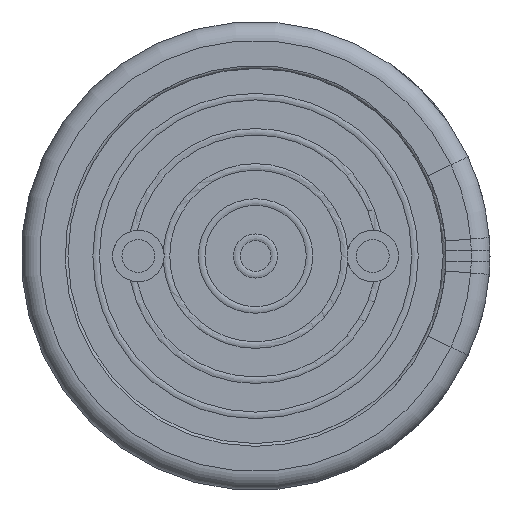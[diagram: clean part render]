
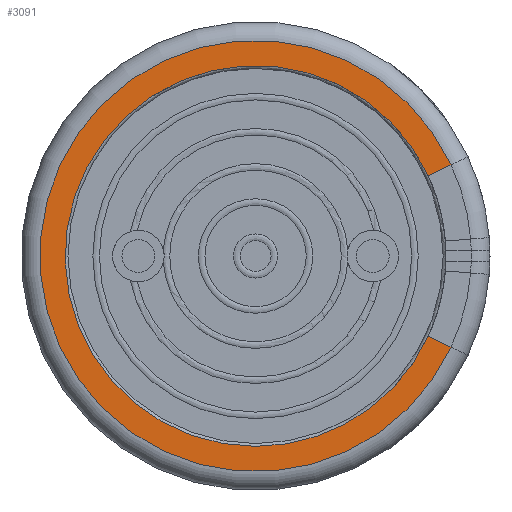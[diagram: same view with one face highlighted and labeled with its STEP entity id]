
A CAD part, front view. The second image highlights one B-rep face of the part: STEP entity #3091.
In plain terms, the highlighted planar face has unit normal (0, -1, 0).
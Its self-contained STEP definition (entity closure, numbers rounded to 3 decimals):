
#196=PLANE('',#3360);
#279=FACE_OUTER_BOUND('',#429,.T.);
#429=EDGE_LOOP('',(#2481,#2482,#2483,#2484,#2485));
#586=LINE('',#5645,#739);
#589=LINE('',#5652,#742);
#739=VECTOR('',#3965,10.);
#742=VECTOR('',#3972,10.);
#927=CIRCLE('',#3361,2.3);
#928=CIRCLE('',#3362,2.03);
#929=CIRCLE('',#3363,2.03);
#1261=VERTEX_POINT('',#5561);
#1264=VERTEX_POINT('',#5567);
#1289=VERTEX_POINT('',#5643);
#1291=VERTEX_POINT('',#5651);
#1296=VERTEX_POINT('',#5664);
#1709=EDGE_CURVE('',#1264,#1289,#586,.T.);
#1713=EDGE_CURVE('',#1291,#1261,#589,.T.);
#1719=EDGE_CURVE('',#1291,#1289,#927,.T.);
#1720=EDGE_CURVE('',#1296,#1261,#928,.T.);
#1721=EDGE_CURVE('',#1264,#1296,#929,.T.);
#2481=ORIENTED_EDGE('',*,*,#1709,.T.);
#2482=ORIENTED_EDGE('',*,*,#1719,.F.);
#2483=ORIENTED_EDGE('',*,*,#1713,.T.);
#2484=ORIENTED_EDGE('',*,*,#1720,.F.);
#2485=ORIENTED_EDGE('',*,*,#1721,.F.);
#3091=ADVANCED_FACE('',(#279),#196,.F.);
#3360=AXIS2_PLACEMENT_3D('',#5662,#3982,#3983);
#3361=AXIS2_PLACEMENT_3D('',#5663,#3984,#3985);
#3362=AXIS2_PLACEMENT_3D('',#5665,#3986,#3987);
#3363=AXIS2_PLACEMENT_3D('',#5666,#3988,#3989);
#3965=DIRECTION('',(0.906,0.,0.423));
#3972=DIRECTION('',(-0.906,0.,0.423));
#3982=DIRECTION('center_axis',(0.,1.,0.));
#3983=DIRECTION('ref_axis',(0.,0.,1.));
#3984=DIRECTION('center_axis',(0.,1.,0.));
#3985=DIRECTION('ref_axis',(1.,0.,0.));
#3986=DIRECTION('center_axis',(0.,-1.,0.));
#3987=DIRECTION('ref_axis',(-1.,0.,0.));
#3988=DIRECTION('center_axis',(0.,-1.,0.));
#3989=DIRECTION('ref_axis',(-1.,0.,0.));
#5561=CARTESIAN_POINT('',(1.84,0.,-0.858));
#5567=CARTESIAN_POINT('',(1.84,0.,0.858));
#5643=CARTESIAN_POINT('',(2.085,0.,0.972));
#5645=CARTESIAN_POINT('',(1.026,0.,0.479));
#5651=CARTESIAN_POINT('',(2.085,0.,-0.972));
#5652=CARTESIAN_POINT('',(1.026,0.,-0.479));
#5662=CARTESIAN_POINT('Origin',(0.,0.,0.));
#5663=CARTESIAN_POINT('Origin',(0.,0.,0.));
#5664=CARTESIAN_POINT('',(0.,0.,-2.03));
#5665=CARTESIAN_POINT('Origin',(0.,0.,0.));
#5666=CARTESIAN_POINT('Origin',(0.,0.,0.));
